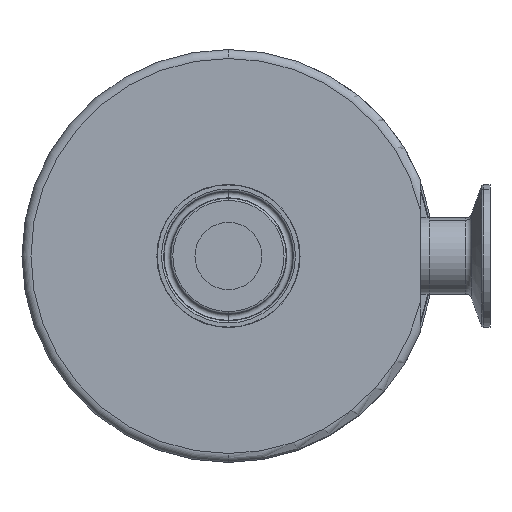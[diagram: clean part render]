
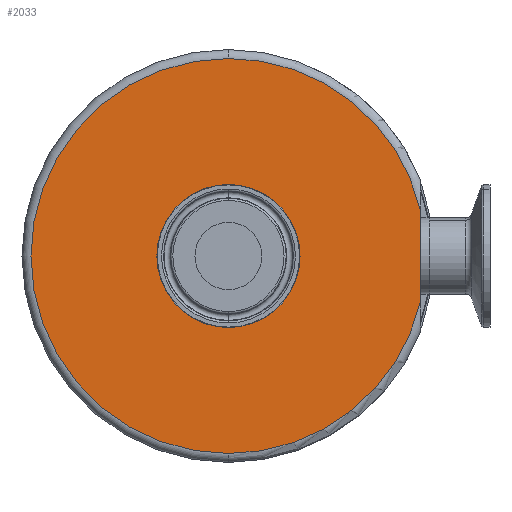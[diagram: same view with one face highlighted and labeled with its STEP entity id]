
A CAD part, front view. The second image highlights one B-rep face of the part: STEP entity #2033.
In plain terms, the highlighted planar face has unit normal (0, -1, 0).
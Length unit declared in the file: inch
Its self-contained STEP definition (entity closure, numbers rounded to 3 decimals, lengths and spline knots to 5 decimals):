
#114 = CARTESIAN_POINT ( 'NONE',  ( 2.685, -0.8, 0. ) ) ;
#304 = AXIS2_PLACEMENT_3D ( 'NONE', #8876, #5424, #2606 ) ;
#378 = DIRECTION ( 'NONE',  ( 0., 1., 0. ) ) ;
#798 = CARTESIAN_POINT ( 'NONE',  ( 0., -0.8, 0. ) ) ;
#998 = LINE ( 'NONE', #114, #3483 ) ;
#1164 = EDGE_CURVE ( 'NONE', #3271, #1974, #6301, .T. ) ;
#1462 = ORIENTED_EDGE ( 'NONE', *, *, #3033, .F. ) ;
#1711 = CIRCLE ( 'NONE', #4549, 1. ) ;
#1865 = CARTESIAN_POINT ( 'NONE',  ( 0., -0.8, -1. ) ) ;
#1895 = CIRCLE ( 'NONE', #304, 1. ) ;
#1974 = VERTEX_POINT ( 'NONE', #4741 ) ;
#2033 = ADVANCED_FACE ( 'NONE', ( #2939, #5018 ), #6966, .T. ) ;
#2056 = VERTEX_POINT ( 'NONE', #4243 ) ;
#2156 = CARTESIAN_POINT ( 'NONE',  ( 0., -0.8, 1. ) ) ;
#2212 = ORIENTED_EDGE ( 'NONE', *, *, #6229, .T. ) ;
#2327 = DIRECTION ( 'NONE',  ( 0., 1., 0. ) ) ;
#2459 = CARTESIAN_POINT ( 'NONE',  ( 0., -0.8, 0. ) ) ;
#2606 = DIRECTION ( 'NONE',  ( 0., 0., 1. ) ) ;
#2721 = CARTESIAN_POINT ( 'NONE',  ( 2.685, -0.8, -0.63904 ) ) ;
#2767 = DIRECTION ( 'NONE',  ( 0., 0., -1. ) ) ;
#2900 = VERTEX_POINT ( 'NONE', #2721 ) ;
#2925 = DIRECTION ( 'NONE',  ( 0., 0., 1. ) ) ;
#2939 = FACE_OUTER_BOUND ( 'NONE', #5416, .T. ) ;
#2971 = ORIENTED_EDGE ( 'NONE', *, *, #4965, .T. ) ;
#3004 = AXIS2_PLACEMENT_3D ( 'NONE', #8597, #5815, #5098 ) ;
#3033 = EDGE_CURVE ( 'NONE', #2056, #3271, #5885, .T. ) ;
#3130 = ORIENTED_EDGE ( 'NONE', *, *, #7972, .F. ) ;
#3191 = EDGE_LOOP ( 'NONE', ( #2971, #2212 ) ) ;
#3271 = VERTEX_POINT ( 'NONE', #6007 ) ;
#3483 = VECTOR ( 'NONE', #7112, 39.37008 ) ;
#3608 = AXIS2_PLACEMENT_3D ( 'NONE', #8416, #4179, #2767 ) ;
#3834 = ORIENTED_EDGE ( 'NONE', *, *, #1164, .F. ) ;
#4179 = DIRECTION ( 'NONE',  ( 0., -1., 0. ) ) ;
#4192 = DIRECTION ( 'NONE',  ( 0., 1., 0. ) ) ;
#4243 = CARTESIAN_POINT ( 'NONE',  ( 0., -0.8, -2.76 ) ) ;
#4549 = AXIS2_PLACEMENT_3D ( 'NONE', #7942, #2327, #2925 ) ;
#4741 = CARTESIAN_POINT ( 'NONE',  ( 2.685, -0.8, 0.63904 ) ) ;
#4780 = ORIENTED_EDGE ( 'NONE', *, *, #4811, .F. ) ;
#4811 = EDGE_CURVE ( 'NONE', #2900, #2056, #8223, .T. ) ;
#4942 = DIRECTION ( 'NONE',  ( 0., 0., 1. ) ) ;
#4965 = EDGE_CURVE ( 'NONE', #6066, #6879, #1895, .T. ) ;
#5018 = FACE_BOUND ( 'NONE', #3191, .T. ) ;
#5098 = DIRECTION ( 'NONE',  ( 0., 0., 1. ) ) ;
#5416 = EDGE_LOOP ( 'NONE', ( #3130, #3834, #1462, #4780 ) ) ;
#5424 = DIRECTION ( 'NONE',  ( 0., 1., 0. ) ) ;
#5815 = DIRECTION ( 'NONE',  ( 0., 1., 0. ) ) ;
#5885 = CIRCLE ( 'NONE', #7387, 2.76 ) ;
#6007 = CARTESIAN_POINT ( 'NONE',  ( 0., -0.8, 2.76 ) ) ;
#6066 = VERTEX_POINT ( 'NONE', #2156 ) ;
#6229 = EDGE_CURVE ( 'NONE', #6879, #6066, #1711, .T. ) ;
#6301 = CIRCLE ( 'NONE', #3004, 2.76 ) ;
#6724 = DIRECTION ( 'NONE',  ( 0., 0., 1. ) ) ;
#6879 = VERTEX_POINT ( 'NONE', #1865 ) ;
#6966 = PLANE ( 'NONE',  #3608 ) ;
#7112 = DIRECTION ( 'NONE',  ( 0., 0., -1. ) ) ;
#7203 = AXIS2_PLACEMENT_3D ( 'NONE', #2459, #378, #6724 ) ;
#7387 = AXIS2_PLACEMENT_3D ( 'NONE', #798, #4192, #4942 ) ;
#7942 = CARTESIAN_POINT ( 'NONE',  ( 0., -0.8, 0. ) ) ;
#7972 = EDGE_CURVE ( 'NONE', #1974, #2900, #998, .T. ) ;
#8223 = CIRCLE ( 'NONE', #7203, 2.76 ) ;
#8416 = CARTESIAN_POINT ( 'NONE',  ( -2.76, -0.8, 0. ) ) ;
#8597 = CARTESIAN_POINT ( 'NONE',  ( 0., -0.8, 0. ) ) ;
#8876 = CARTESIAN_POINT ( 'NONE',  ( 0., -0.8, 0. ) ) ;
